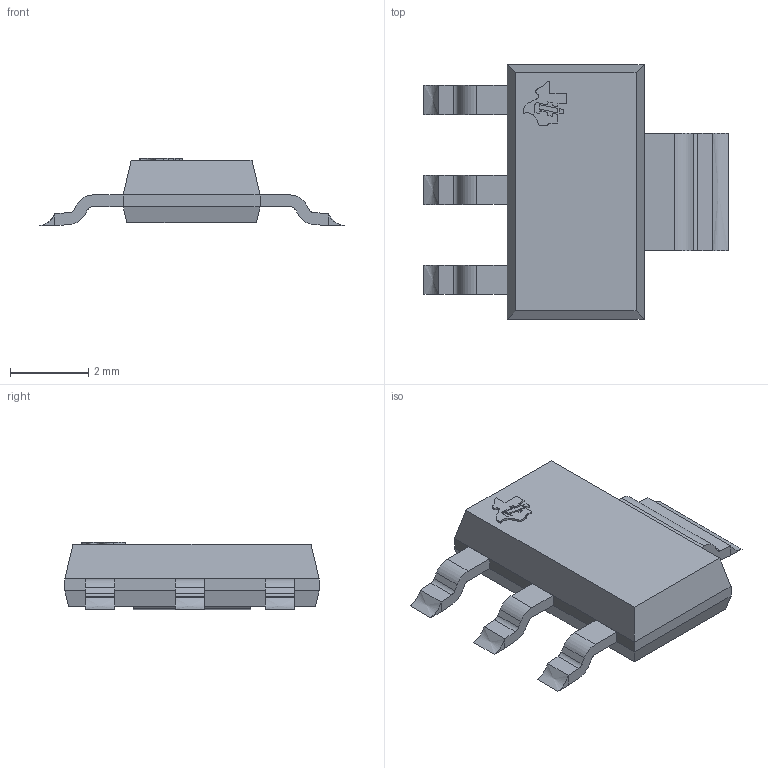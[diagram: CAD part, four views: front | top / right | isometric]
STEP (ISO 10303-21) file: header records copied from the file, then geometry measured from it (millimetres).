
FILE_DESCRIPTION(('STEP AP242'), '1');
FILE_NAME('SOT-223-TI', '2024-02-12T06:31:54', (''), (''), 'C3D Converter', 'C3D Toolkit', '');
FILE_SCHEMA(('AP242_MANAGED_MODEL_BASED_3D_ENGINEERING_MIM_LF { 1 0 10303 442 1 1 4 }'));
Length unit declared in the file: millimetre
Products named in the file (6): DCY0004A_ASM; BODY-SOT; LEAD-SOT; LEAD-SOT-WIDE; PIN1-ID
Assembly tree (7 placements, depth 2):
  DCY0004A_ASM
    BODY-SOT
    LEAD-SOT  x3
    LEAD-SOT-WIDE
    PIN1-ID
    (unnamed)
Bounding box: 7.78 x 6.5 x 1.73 mm (x, y, z)
Volume: 37.6 mm3; surface area: 108.8 mm2
Topology: 12 solids, 12 shells, 169 faces, 418 edges, 276 vertices
Faces by surface type: plane 139, cylinder 16, extrusion 14
Entity records: 5563 total; most frequent: CARTESIAN_POINT 1109, ORIENTED_EDGE 656, DIRECTION 586, EDGE_CURVE 328, VECTOR 300, LINE 288, VERTEX_POINT 216, AXIS2_PLACEMENT_3D 143
